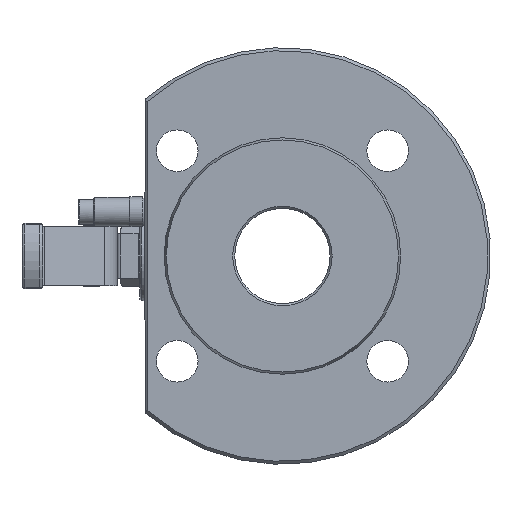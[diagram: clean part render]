
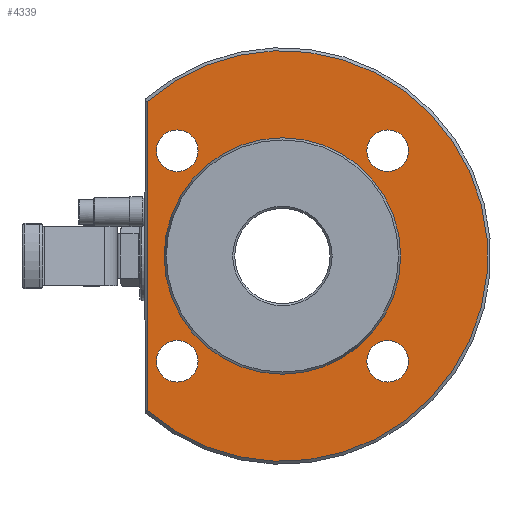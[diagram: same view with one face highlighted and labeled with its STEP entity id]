
A CAD part, left-side view. The second image highlights one B-rep face of the part: STEP entity #4339.
In plain terms, the highlighted planar face has unit normal (-1, 0, 0).
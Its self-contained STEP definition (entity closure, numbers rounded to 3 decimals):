
#48=PLANE('',#4630);
#135=LINE('',#6279,#313);
#313=VECTOR('',#5130,1000.);
#957=ORIENTED_EDGE('',*,*,#1529,.F.);
#958=ORIENTED_EDGE('',*,*,#1614,.F.);
#959=ORIENTED_EDGE('',*,*,#1465,.F.);
#960=ORIENTED_EDGE('',*,*,#1467,.F.);
#961=ORIENTED_EDGE('',*,*,#1469,.F.);
#962=ORIENTED_EDGE('',*,*,#1471,.F.);
#963=ORIENTED_EDGE('',*,*,#1541,.F.);
#1465=EDGE_CURVE('',#1895,#1895,#2186,.T.);
#1467=EDGE_CURVE('',#1897,#1897,#2188,.T.);
#1469=EDGE_CURVE('',#1899,#1899,#2190,.T.);
#1471=EDGE_CURVE('',#1901,#1901,#2192,.T.);
#1529=EDGE_CURVE('',#1963,#1964,#2243,.T.);
#1541=EDGE_CURVE('',#1973,#1973,#2251,.T.);
#1614=EDGE_CURVE('',#1964,#1963,#135,.T.);
#1895=VERTEX_POINT('',#5707);
#1897=VERTEX_POINT('',#5712);
#1899=VERTEX_POINT('',#5717);
#1901=VERTEX_POINT('',#5722);
#1963=VERTEX_POINT('',#5907);
#1964=VERTEX_POINT('',#5908);
#1973=VERTEX_POINT('',#5932);
#2186=CIRCLE('',#4455,7.);
#2188=CIRCLE('',#4458,7.);
#2190=CIRCLE('',#4461,7.);
#2192=CIRCLE('',#4464,7.);
#2243=CIRCLE('',#4545,69.);
#2251=CIRCLE('',#4556,39.728);
#2491=EDGE_LOOP('',(#957,#958));
#2492=EDGE_LOOP('',(#959));
#2493=EDGE_LOOP('',(#960));
#2494=EDGE_LOOP('',(#961));
#2495=EDGE_LOOP('',(#962));
#2496=EDGE_LOOP('',(#963));
#2752=FACE_BOUND('',#2491,.T.);
#2753=FACE_BOUND('',#2492,.T.);
#2754=FACE_BOUND('',#2493,.T.);
#2755=FACE_BOUND('',#2494,.T.);
#2756=FACE_BOUND('',#2495,.T.);
#2757=FACE_BOUND('',#2496,.T.);
#4339=ADVANCED_FACE('',(#2752,#2753,#2754,#2755,#2756,#2757),#48,.T.);
#4455=AXIS2_PLACEMENT_3D('',#5706,#4817,#4818);
#4458=AXIS2_PLACEMENT_3D('',#5711,#4823,#4824);
#4461=AXIS2_PLACEMENT_3D('',#5716,#4829,#4830);
#4464=AXIS2_PLACEMENT_3D('',#5721,#4835,#4836);
#4545=AXIS2_PLACEMENT_3D('',#5906,#4997,#4998);
#4556=AXIS2_PLACEMENT_3D('',#5931,#5023,#5024);
#4630=AXIS2_PLACEMENT_3D('',#6619,#5225,#5226);
#4817=DIRECTION('',(-1.,0.,0.));
#4818=DIRECTION('',(0.,0.,1.));
#4823=DIRECTION('',(-1.,0.,0.));
#4824=DIRECTION('',(0.,0.,1.));
#4829=DIRECTION('',(-1.,0.,0.));
#4830=DIRECTION('',(0.,0.,1.));
#4835=DIRECTION('',(-1.,0.,0.));
#4836=DIRECTION('',(0.,0.,1.));
#4997=DIRECTION('',(1.,0.,0.));
#4998=DIRECTION('',(0.,0.,1.));
#5023=DIRECTION('',(-1.,0.,0.));
#5024=DIRECTION('',(0.,0.,1.));
#5130=DIRECTION('',(0.,0.,1.));
#5225=DIRECTION('',(-1.,0.,0.));
#5226=DIRECTION('',(0.,0.,1.));
#5706=CARTESIAN_POINT('',(-25.,35.355,35.355));
#5707=CARTESIAN_POINT('',(-25.,35.355,42.355));
#5711=CARTESIAN_POINT('',(-25.,-35.355,35.355));
#5712=CARTESIAN_POINT('',(-25.,-35.355,42.355));
#5716=CARTESIAN_POINT('',(-25.,-35.355,-35.355));
#5717=CARTESIAN_POINT('',(-25.,-35.355,-28.355));
#5721=CARTESIAN_POINT('',(-25.,35.355,-35.355));
#5722=CARTESIAN_POINT('',(-25.,35.355,-28.355));
#5906=CARTESIAN_POINT('',(-25.,0.,0.));
#5907=CARTESIAN_POINT('',(-25.,45.45,51.916));
#5908=CARTESIAN_POINT('',(-25.,45.45,-51.916));
#5931=CARTESIAN_POINT('',(-25.,0.,0.));
#5932=CARTESIAN_POINT('',(-25.,0.,39.728));
#6279=CARTESIAN_POINT('',(-25.,45.45,20.972));
#6619=CARTESIAN_POINT('',(-25.,39.728,0.));
